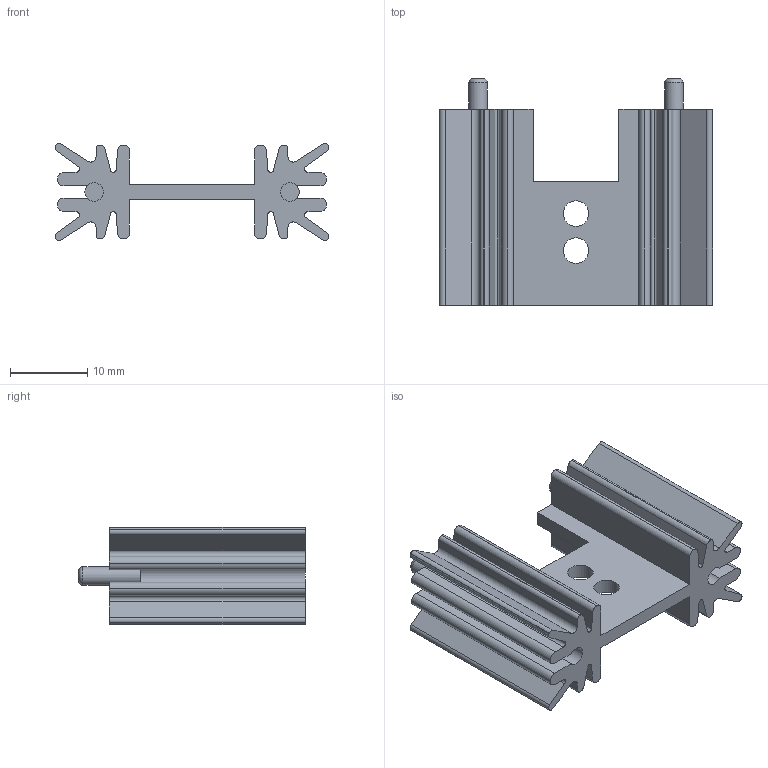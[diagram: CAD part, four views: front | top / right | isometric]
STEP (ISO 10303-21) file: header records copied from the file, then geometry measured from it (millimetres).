
FILE_DESCRIPTION(/* description */ ('Unknown'),/* implementation_level */ '2;1');
FILE_NAME(/* name */ '637-10ABPE',/* time_stamp */ '2023-12-08T07:21:45+02:00',/* author */ ('Unknown'),/* organization */ ('Unknown'),/* preprocessor_version */ 'ST-DEVELOPER v18.102',/* originating_system */ 'Solid Edge',/* authorisation */ 'Unknown');
FILE_SCHEMA (('AUTOMOTIVE_DESIGN {1 0 10303 214 3 1 1}'));
Length unit declared in the file: millimetre
Products named in the file (1): 637-10ABPE
Bounding box: 35.47 x 29.4 x 12.58 mm (x, y, z)
Volume: 4346.1 mm3; surface area: 4874 mm2
Topology: 1 solids, 1 shells, 120 faces, 350 edges, 232 vertices
Faces by surface type: plane 64, cylinder 54, torus 2
Full cylindrical faces by diameter (mm): 2.4 x2, 3.3 x2
Entity records: 4800 total; most frequent: DIRECTION 694, CARTESIAN_POINT 689, ORIENTED_EDGE 680, EDGE_CURVE 340, AXIS2_PLACEMENT_3D 233, VERTEX_POINT 228, LINE 228, VECTOR 228
